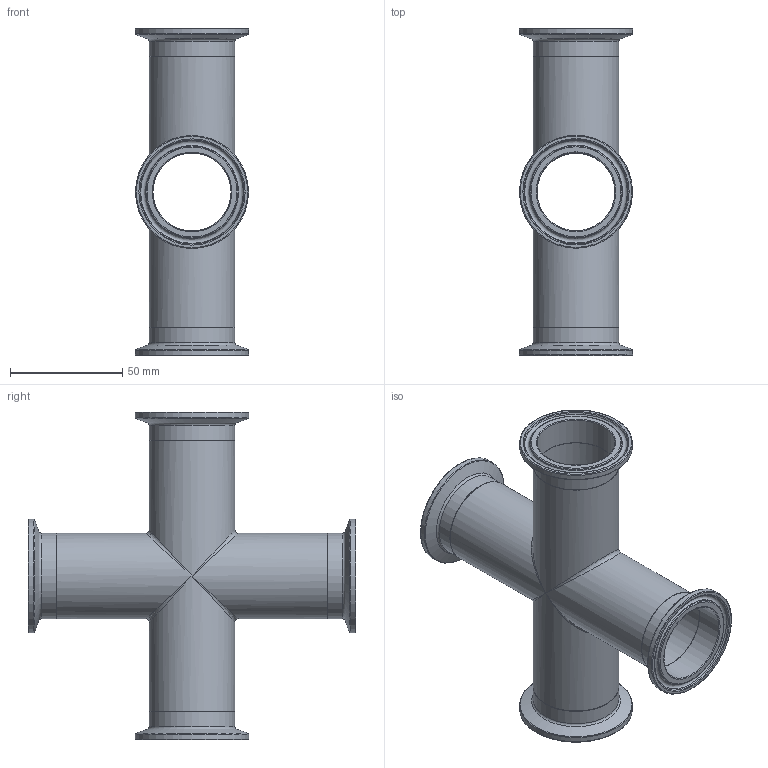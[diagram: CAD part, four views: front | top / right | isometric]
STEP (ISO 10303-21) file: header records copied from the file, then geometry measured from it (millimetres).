
FILE_DESCRIPTION(/* description */ (''),/* implementation_level */ '2;1');
FILE_NAME(/* name */ 'S9MP-15.stp',/* time_stamp */ '2018-11-30T11:48:25-05:00',/* author */ ('rick'),/* organization */ (''),/* preprocessor_version */ 'ST-DEVELOPER v15.2',/* originating_system */ 'Autodesk Inventor 2014',/* authorisation */ '');
FILE_SCHEMA (('AUTOMOTIVE_DESIGN { 1 0 10303 214 3 1 1 }'));
Length unit declared in the file: inch
Products named in the file (1): S9MP-15
Bounding box: 50.39 x 146.05 x 146.05 mm (x, y, z)
Volume: 57984.2 mm3; surface area: 64123.5 mm2
Topology: 1 solids, 1 shells, 459 faces, 1227 edges, 792 vertices
Faces by surface type: bspline 199, plane 148, cylinder 64, torus 36, cone 12
Full cylindrical faces by diameter (mm): 34.798 x8, 38.1 x8, 50.394 x4
Entity records: 17818 total; most frequent: CARTESIAN_POINT 7826, ORIENTED_EDGE 2264, DIRECTION 1520, EDGE_CURVE 1132, VERTEX_POINT 778, EDGE_LOOP 566, AXIS2_PLACEMENT_3D 546, ADVANCED_FACE 458
